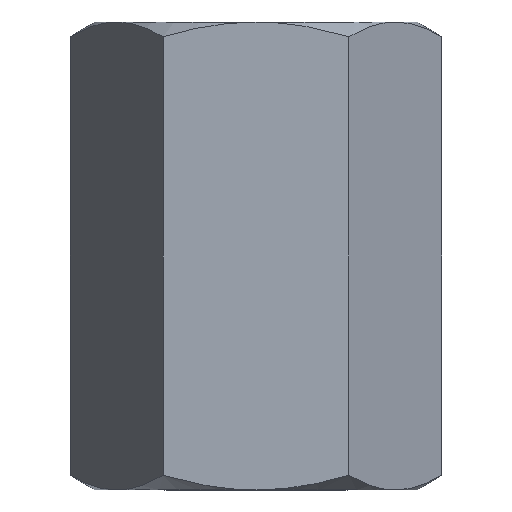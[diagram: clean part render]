
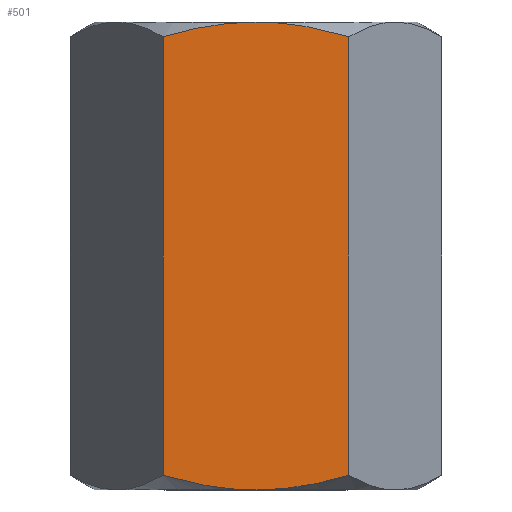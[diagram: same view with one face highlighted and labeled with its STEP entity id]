
A CAD part, front view. The second image highlights one B-rep face of the part: STEP entity #501.
In plain terms, the highlighted planar face has unit normal (0, 1, 0).
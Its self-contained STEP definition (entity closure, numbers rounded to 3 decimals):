
#44 = CARTESIAN_POINT ( 'NONE',  ( -0.832, -2.75, 0.072 ) ) ;
#114 = CARTESIAN_POINT ( 'NONE',  ( 0.731, -2.75, 0.056 ) ) ;
#121 = CARTESIAN_POINT ( 'NONE',  ( -0.507, -2.75, 7.973 ) ) ;
#189 = ORIENTED_EDGE ( 'NONE', *, *, #512, .F. ) ;
#200 = CARTESIAN_POINT ( 'NONE',  ( 1.307, -2.75, 7.828 ) ) ;
#232 = EDGE_LOOP ( 'NONE', ( #1358, #189, #3685, #1857, #3346, #3196 ) ) ;
#271 = DIRECTION ( 'NONE',  ( 0., 0., 1. ) ) ;
#376 = CARTESIAN_POINT ( 'NONE',  ( -0.933, -2.75, 0.09 ) ) ;
#410 = CARTESIAN_POINT ( 'NONE',  ( 1.588, -2.75, 7.75 ) ) ;
#419 = CARTESIAN_POINT ( 'NONE',  ( 0.507, -2.75, 0.027 ) ) ;
#425 = CARTESIAN_POINT ( 'NONE',  ( -1.588, -2.75, 7.75 ) ) ;
#449 = CARTESIAN_POINT ( 'NONE',  ( -0.797, -2.75, 0.066 ) ) ;
#467 = VERTEX_POINT ( 'NONE', #425 ) ;
#484 = VECTOR ( 'NONE', #778, 1000. ) ;
#487 = DIRECTION ( 'NONE',  ( 0., 0., -1. ) ) ;
#501 = ADVANCED_FACE ( 'NONE', ( #3495 ), #3557, .F. ) ;
#512 = EDGE_CURVE ( 'NONE', #2585, #467, #4044, .T. ) ;
#513 = CARTESIAN_POINT ( 'NONE',  ( -0.25, -2.75, 7.995 ) ) ;
#701 = CARTESIAN_POINT ( 'NONE',  ( 0., -2.75, 0. ) ) ;
#741 = CARTESIAN_POINT ( 'NONE',  ( -0.505, -2.75, 0.02 ) ) ;
#749 = CARTESIAN_POINT ( 'NONE',  ( 0.126, -2.75, 0. ) ) ;
#758 = CARTESIAN_POINT ( 'NONE',  ( -1.588, -2.75, 7.75 ) ) ;
#778 = DIRECTION ( 'NONE',  ( 0., 0., -1. ) ) ;
#829 = CARTESIAN_POINT ( 'NONE',  ( -1.034, -2.75, 7.896 ) ) ;
#845 = CARTESIAN_POINT ( 'NONE',  ( -1.588, -2.75, 0. ) ) ;
#1011 = B_SPLINE_CURVE_WITH_KNOTS ( 'NONE', 3,
 ( #3805, #749, #2839, #2130, #419, #3165, #1846, #1477, #114, #4182, #1827, #2958 ),
 .UNSPECIFIED., .F., .F.,
 ( 4, 2, 2, 2, 2, 4 ),
 ( 0., 0.25, 0.375, 0.438, 0.5, 1. ),
 .UNSPECIFIED. ) ;
#1103 = CARTESIAN_POINT ( 'NONE',  ( -0.7, -2.75, 7.949 ) ) ;
#1258 = VERTEX_POINT ( 'NONE', #1964 ) ;
#1298 = CARTESIAN_POINT ( 'NONE',  ( 0., -2.75, 8. ) ) ;
#1348 = CARTESIAN_POINT ( 'NONE',  ( 0.899, -2.75, 7.916 ) ) ;
#1358 = ORIENTED_EDGE ( 'NONE', *, *, #2900, .T. ) ;
#1477 = CARTESIAN_POINT ( 'NONE',  ( 0.7, -2.75, 0.051 ) ) ;
#1508 = CARTESIAN_POINT ( 'NONE',  ( -0.636, -2.75, 7.957 ) ) ;
#1566 = CARTESIAN_POINT ( 'NONE',  ( 1.102, -2.75, 7.875 ) ) ;
#1652 = CARTESIAN_POINT ( 'NONE',  ( 0.832, -2.75, 7.928 ) ) ;
#1739 = CARTESIAN_POINT ( 'NONE',  ( 0.256, -2.75, 8. ) ) ;
#1752 = CARTESIAN_POINT ( 'NONE',  ( -0.899, -2.75, 0.084 ) ) ;
#1803 = B_SPLINE_CURVE_WITH_KNOTS ( 'NONE', 3,
 ( #2199, #3233, #200, #1566, #3917, #2226, #1348, #1652, #4398, #3095, #1739, #1298 ),
 .UNSPECIFIED., .F., .F.,
 ( 4, 2, 2, 2, 2, 4 ),
 ( 0., 0.25, 0.375, 0.437, 0.5, 1. ),
 .UNSPECIFIED. ) ;
#1817 = CARTESIAN_POINT ( 'NONE',  ( -1.034, -2.75, 0.11 ) ) ;
#1827 = CARTESIAN_POINT ( 'NONE',  ( 1.304, -2.75, 0.167 ) ) ;
#1846 = CARTESIAN_POINT ( 'NONE',  ( 0.636, -2.75, 0.043 ) ) ;
#1857 = ORIENTED_EDGE ( 'NONE', *, *, #4330, .T. ) ;
#1964 = CARTESIAN_POINT ( 'NONE',  ( -1.588, -2.75, 0.25 ) ) ;
#2039 = VERTEX_POINT ( 'NONE', #410 ) ;
#2130 = CARTESIAN_POINT ( 'NONE',  ( 0.443, -2.75, 0.02 ) ) ;
#2141 = CARTESIAN_POINT ( 'NONE',  ( -1.307, -2.75, 0.172 ) ) ;
#2161 = CARTESIAN_POINT ( 'NONE',  ( -0.731, -2.75, 7.944 ) ) ;
#2199 = CARTESIAN_POINT ( 'NONE',  ( 1.588, -2.75, 7.75 ) ) ;
#2226 = CARTESIAN_POINT ( 'NONE',  ( 0.933, -2.75, 7.91 ) ) ;
#2250 = LINE ( 'NONE', #845, #3015 ) ;
#2396 = CARTESIAN_POINT ( 'NONE',  ( 1.588, -2.75, 0.25 ) ) ;
#2415 = CARTESIAN_POINT ( 'NONE',  ( -1.446, -2.75, 0.208 ) ) ;
#2436 = CARTESIAN_POINT ( 'NONE',  ( -1.588, -2.75, 0.25 ) ) ;
#2452 = CARTESIAN_POINT ( 'NONE',  ( 0., -2.75, 8. ) ) ;
#2467 = LINE ( 'NONE', #3832, #484 ) ;
#2499 = CARTESIAN_POINT ( 'NONE',  ( -1.102, -2.75, 0.125 ) ) ;
#2585 = VERTEX_POINT ( 'NONE', #3128 ) ;
#2783 = CARTESIAN_POINT ( 'NONE',  ( 1.588, -2.75, 0. ) ) ;
#2786 = CARTESIAN_POINT ( 'NONE',  ( -0.256, -2.75, 0. ) ) ;
#2813 = EDGE_CURVE ( 'NONE', #3995, #3369, #1011, .T. ) ;
#2839 = CARTESIAN_POINT ( 'NONE',  ( 0.25, -2.75, 0.005 ) ) ;
#2869 = CARTESIAN_POINT ( 'NONE',  ( -0.603, -2.75, 7.962 ) ) ;
#2900 = EDGE_CURVE ( 'NONE', #1258, #467, #2250, .T. ) ;
#2958 = CARTESIAN_POINT ( 'NONE',  ( 1.588, -2.75, 0.25 ) ) ;
#2964 = EDGE_CURVE ( 'NONE', #2039, #2585, #1803, .T. ) ;
#3015 = VECTOR ( 'NONE', #271, 1000. ) ;
#3095 = CARTESIAN_POINT ( 'NONE',  ( 0.505, -2.75, 7.98 ) ) ;
#3128 = CARTESIAN_POINT ( 'NONE',  ( 0., -2.75, 8. ) ) ;
#3165 = CARTESIAN_POINT ( 'NONE',  ( 0.603, -2.75, 0.038 ) ) ;
#3193 = DIRECTION ( 'NONE',  ( 0., -1., 0. ) ) ;
#3196 = ORIENTED_EDGE ( 'NONE', *, *, #3468, .F. ) ;
#3233 = CARTESIAN_POINT ( 'NONE',  ( 1.446, -2.75, 7.792 ) ) ;
#3346 = ORIENTED_EDGE ( 'NONE', *, *, #2813, .F. ) ;
#3369 = VERTEX_POINT ( 'NONE', #2396 ) ;
#3468 = EDGE_CURVE ( 'NONE', #1258, #3995, #4247, .T. ) ;
#3495 = FACE_OUTER_BOUND ( 'NONE', #232, .T. ) ;
#3557 = PLANE ( 'NONE',  #4138 ) ;
#3685 = ORIENTED_EDGE ( 'NONE', *, *, #2964, .F. ) ;
#3696 = CARTESIAN_POINT ( 'NONE',  ( 0., -2.75, 0. ) ) ;
#3805 = CARTESIAN_POINT ( 'NONE',  ( 0., -2.75, 0. ) ) ;
#3814 = CARTESIAN_POINT ( 'NONE',  ( -1.304, -2.75, 7.833 ) ) ;
#3832 = CARTESIAN_POINT ( 'NONE',  ( 1.588, -2.75, 0. ) ) ;
#3878 = CARTESIAN_POINT ( 'NONE',  ( -0.126, -2.75, 8. ) ) ;
#3917 = CARTESIAN_POINT ( 'NONE',  ( 1.034, -2.75, 7.89 ) ) ;
#3995 = VERTEX_POINT ( 'NONE', #3696 ) ;
#4044 = B_SPLINE_CURVE_WITH_KNOTS ( 'NONE', 3,
 ( #2452, #3878, #513, #4151, #121, #2869, #1508, #1103, #2161, #829, #3814, #758 ),
 .UNSPECIFIED., .F., .F.,
 ( 4, 2, 2, 2, 2, 4 ),
 ( 0., 0.25, 0.375, 0.437, 0.5, 1. ),
 .UNSPECIFIED. ) ;
#4138 = AXIS2_PLACEMENT_3D ( 'NONE', #2783, #3193, #487 ) ;
#4151 = CARTESIAN_POINT ( 'NONE',  ( -0.443, -2.75, 7.98 ) ) ;
#4182 = CARTESIAN_POINT ( 'NONE',  ( 1.034, -2.75, 0.104 ) ) ;
#4247 = B_SPLINE_CURVE_WITH_KNOTS ( 'NONE', 3,
 ( #2436, #2415, #2141, #2499, #1817, #376, #1752, #44, #449, #741, #2786, #701 ),
 .UNSPECIFIED., .F., .F.,
 ( 4, 2, 2, 2, 2, 4 ),
 ( 0., 0.25, 0.375, 0.438, 0.5, 1. ),
 .UNSPECIFIED. ) ;
#4330 = EDGE_CURVE ( 'NONE', #2039, #3369, #2467, .T. ) ;
#4398 = CARTESIAN_POINT ( 'NONE',  ( 0.797, -2.75, 7.934 ) ) ;
